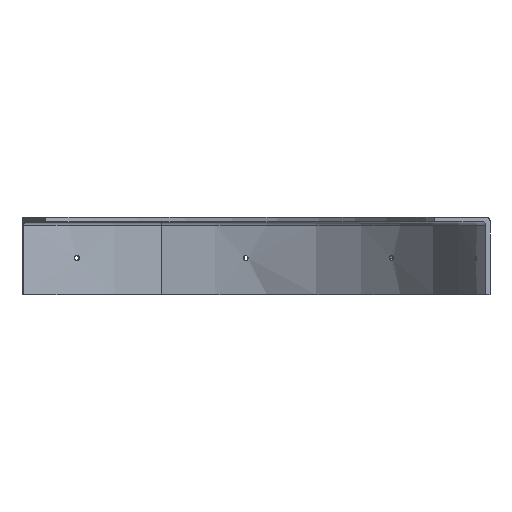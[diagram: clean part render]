
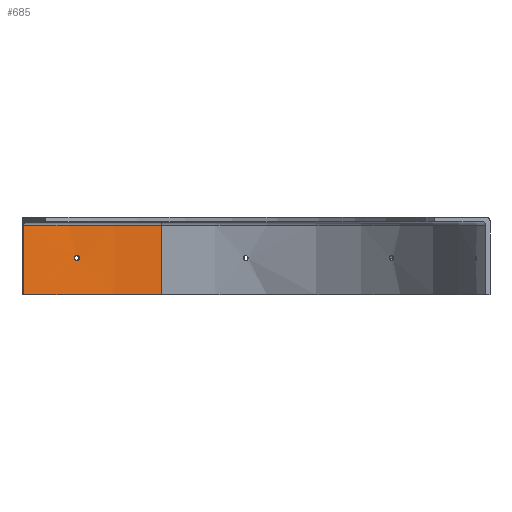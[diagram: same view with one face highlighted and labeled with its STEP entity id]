
A CAD part, left-side view. The second image highlights one B-rep face of the part: STEP entity #685.
In plain terms, the highlighted cylindrical face has radius 190 mm (diameter 380 mm), a partial arc.
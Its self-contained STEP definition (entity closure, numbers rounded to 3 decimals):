
#42 = DIRECTION ( 'NONE',  ( 1., 0., 0. ) ) ;
#45 = EDGE_LOOP ( 'NONE', ( #1686, #284, #837, #708 ) ) ;
#51 = EDGE_CURVE ( 'NONE', #956, #816, #68, .T. ) ;
#60 = CARTESIAN_POINT ( 'NONE',  ( 183.47, 49.383, -22.7 ) ) ;
#68 = CIRCLE ( 'NONE', #1509, 190. ) ;
#75 = CARTESIAN_POINT ( 'NONE',  ( 183.841, 47.986, -21.865 ) ) ;
#84 = CARTESIAN_POINT ( 'NONE',  ( 190., 0., -42.5 ) ) ;
#98 = CARTESIAN_POINT ( 'NONE',  ( 183.803, 48.13, -20.277 ) ) ;
#109 = CARTESIAN_POINT ( 'NONE',  ( 183.597, 48.911, -19.739 ) ) ;
#166 = CARTESIAN_POINT ( 'NONE',  ( 183.37, 49.755, -22.624 ) ) ;
#176 = DIRECTION ( 'NONE',  ( 0., 0., 1. ) ) ;
#208 = CARTESIAN_POINT ( 'NONE',  ( 183.879, 47.839, -21.299 ) ) ;
#217 = CARTESIAN_POINT ( 'NONE',  ( 183.801, 48.136, -22.114 ) ) ;
#220 = CARTESIAN_POINT ( 'NONE',  ( 183.111, 50.698, -20.807 ) ) ;
#229 = CARTESIAN_POINT ( 'NONE',  ( 183.879, 47.839, -21.2 ) ) ;
#242 = CARTESIAN_POINT ( 'NONE',  ( 183.73, 48.406, -20.006 ) ) ;
#264 = ORIENTED_EDGE ( 'NONE', *, *, #1147, .T. ) ;
#284 = ORIENTED_EDGE ( 'NONE', *, *, #1331, .T. ) ;
#293 = LINE ( 'NONE', #84, #1370 ) ;
#329 = DIRECTION ( 'NONE',  ( 0., 0., 1. ) ) ;
#330 = CARTESIAN_POINT ( 'NONE',  ( 183.444, 49.479, -22.69 ) ) ;
#358 = CARTESIAN_POINT ( 'NONE',  ( 183.103, 50.727, -21.397 ) ) ;
#362 = CARTESIAN_POINT ( 'NONE',  ( 183.879, 47.839, -21.002 ) ) ;
#387 = CARTESIAN_POINT ( 'NONE',  ( 183.121, 50.662, -21.683 ) ) ;
#406 = CARTESIAN_POINT ( 'NONE',  ( 183.879, 47.839, -21.2 ) ) ;
#427 = FACE_BOUND ( 'NONE', #1503, .T. ) ;
#448 = CARTESIAN_POINT ( 'NONE',  ( 183.876, 47.848, -21.397 ) ) ;
#459 = CARTESIAN_POINT ( 'NONE',  ( 183.256, 50.172, -22.393 ) ) ;
#471 = VERTEX_POINT ( 'NONE', #1186 ) ;
#503 = CARTESIAN_POINT ( 'NONE',  ( 183.101, 50.736, -21.298 ) ) ;
#587 = CARTESIAN_POINT ( 'NONE',  ( 183.299, 50.015, -22.502 ) ) ;
#603 = CARTESIAN_POINT ( 'NONE',  ( 183.236, 50.247, -20.071 ) ) ;
#645 = DIRECTION ( 'NONE',  ( 1., 0., 0. ) ) ;
#685 = ADVANCED_FACE ( 'NONE', ( #427, #793 ), #1266, .F. ) ;
#706 = CARTESIAN_POINT ( 'NONE',  ( 190., 0., -42.5 ) ) ;
#708 = ORIENTED_EDGE ( 'NONE', *, *, #1579, .F. ) ;
#735 = CARTESIAN_POINT ( 'NONE',  ( 183.101, 50.736, -21.2 ) ) ;
#741 = AXIS2_PLACEMENT_3D ( 'NONE', #1137, #176, #1005 ) ;
#742 = CARTESIAN_POINT ( 'NONE',  ( 183.867, 47.885, -21.588 ) ) ;
#744 = AXIS2_PLACEMENT_3D ( 'NONE', #1375, #1121, #42 ) ;
#772 = CARTESIAN_POINT ( 'NONE',  ( 183.831, 48.022, -20.444 ) ) ;
#793 = FACE_OUTER_BOUND ( 'NONE', #45, .T. ) ;
#816 = VERTEX_POINT ( 'NONE', #1060 ) ;
#837 = ORIENTED_EDGE ( 'NONE', *, *, #51, .T. ) ;
#862 = CARTESIAN_POINT ( 'NONE',  ( 183.18, 50.447, -22.121 ) ) ;
#885 = CARTESIAN_POINT ( 'NONE',  ( 183.869, 47.877, -20.805 ) ) ;
#893 = CARTESIAN_POINT ( 'NONE',  ( 183.322, 49.932, -19.852 ) ) ;
#911 = CARTESIAN_POINT ( 'NONE',  ( 183.101, 50.736, -21.2 ) ) ;
#916 = CIRCLE ( 'NONE', #744, 190. ) ;
#927 = B_SPLINE_CURVE_WITH_KNOTS ( 'NONE', 3,
 ( #735, #1315, #220, #1031, #1153, #603, #1448, #1183, #893, #1297, #1144, #1011, #1705, #1561, #109, #1723, #1551, #242, #1439, #98, #772, #885, #362, #229 ),
 .UNSPECIFIED., .F., .F.,
 ( 4, 2, 2, 2, 2, 2, 2, 2, 2, 2, 2, 4 ),
 ( 0.005, 0.005, 0.006, 0.006, 0.006, 0.007, 0.007, 0.008, 0.008, 0.008, 0.009, 0.009 ),
 .UNSPECIFIED. ) ;
#956 = VERTEX_POINT ( 'NONE', #1090 ) ;
#957 = CARTESIAN_POINT ( 'NONE',  ( 183.785, 48.197, -22.192 ) ) ;
#987 = CARTESIAN_POINT ( 'NONE',  ( 183.69, 48.56, -22.511 ) ) ;
#999 = CARTESIAN_POINT ( 'NONE',  ( 183.236, 50.245, -22.331 ) ) ;
#1005 = DIRECTION ( 'NONE',  ( 1., 0., 0. ) ) ;
#1007 = DIRECTION ( 'NONE',  ( 0., 0., 1. ) ) ;
#1010 = B_SPLINE_CURVE_WITH_KNOTS ( 'NONE', 3,
 ( #1275, #208, #448, #742, #1015, #75, #1691, #217, #957, #1400, #987, #1371, #1095, #60, #330, #1639, #166, #1238, #587, #459, #999, #862, #1027, #387, #1567, #358, #503, #911 ),
 .UNSPECIFIED., .F., .F.,
 ( 4, 2, 2, 2, 2, 2, 2, 2, 2, 2, 2, 2, 2, 4 ),
 ( 0., 0., 0.001, 0.001, 0.001, 0.002, 0.002, 0.003, 0.003, 0.003, 0.004, 0.004, 0.004, 0.005 ),
 .UNSPECIFIED. ) ;
#1011 = CARTESIAN_POINT ( 'NONE',  ( 183.444, 49.48, -19.71 ) ) ;
#1015 = CARTESIAN_POINT ( 'NONE',  ( 183.86, 47.913, -21.684 ) ) ;
#1027 = CARTESIAN_POINT ( 'NONE',  ( 183.151, 50.553, -21.956 ) ) ;
#1031 = CARTESIAN_POINT ( 'NONE',  ( 183.151, 50.554, -20.446 ) ) ;
#1060 = CARTESIAN_POINT ( 'NONE',  ( 172.147, 80.408, -2. ) ) ;
#1065 = CARTESIAN_POINT ( 'NONE',  ( 0., 0., -2. ) ) ;
#1090 = CARTESIAN_POINT ( 'NONE',  ( 190., 0., -2. ) ) ;
#1095 = CARTESIAN_POINT ( 'NONE',  ( 183.546, 49.099, -22.7 ) ) ;
#1121 = DIRECTION ( 'NONE',  ( 0., 0., -1. ) ) ;
#1137 = CARTESIAN_POINT ( 'NONE',  ( 0., 0., -42.5 ) ) ;
#1144 = CARTESIAN_POINT ( 'NONE',  ( 183.394, 49.665, -19.748 ) ) ;
#1147 = EDGE_CURVE ( 'NONE', #471, #1239, #927, .T. ) ;
#1153 = CARTESIAN_POINT ( 'NONE',  ( 183.181, 50.446, -20.278 ) ) ;
#1176 = ORIENTED_EDGE ( 'NONE', *, *, #1378, .T. ) ;
#1183 = CARTESIAN_POINT ( 'NONE',  ( 183.299, 50.015, -19.898 ) ) ;
#1186 = CARTESIAN_POINT ( 'NONE',  ( 183.101, 50.736, -21.2 ) ) ;
#1238 = CARTESIAN_POINT ( 'NONE',  ( 183.322, 49.93, -22.549 ) ) ;
#1239 = VERTEX_POINT ( 'NONE', #406 ) ;
#1266 = CYLINDRICAL_SURFACE ( 'NONE', #741, 190. ) ;
#1275 = CARTESIAN_POINT ( 'NONE',  ( 183.879, 47.839, -21.2 ) ) ;
#1291 = CARTESIAN_POINT ( 'NONE',  ( 172.147, 80.408, -42.5 ) ) ;
#1297 = CARTESIAN_POINT ( 'NONE',  ( 183.369, 49.757, -19.777 ) ) ;
#1315 = CARTESIAN_POINT ( 'NONE',  ( 183.101, 50.736, -21.004 ) ) ;
#1319 = DIRECTION ( 'NONE',  ( 0., 0., 1. ) ) ;
#1331 = EDGE_CURVE ( 'NONE', #1646, #956, #293, .T. ) ;
#1370 = VECTOR ( 'NONE', #1007, 1000. ) ;
#1371 = CARTESIAN_POINT ( 'NONE',  ( 183.597, 48.909, -22.661 ) ) ;
#1375 = CARTESIAN_POINT ( 'NONE',  ( 0., 0., -42.5 ) ) ;
#1378 = EDGE_CURVE ( 'NONE', #1239, #471, #1010, .T. ) ;
#1400 = CARTESIAN_POINT ( 'NONE',  ( 183.733, 48.398, -22.399 ) ) ;
#1439 = CARTESIAN_POINT ( 'NONE',  ( 183.75, 48.332, -20.069 ) ) ;
#1448 = CARTESIAN_POINT ( 'NONE',  ( 183.256, 50.172, -20.008 ) ) ;
#1503 = EDGE_LOOP ( 'NONE', ( #1176, #264 ) ) ;
#1509 = AXIS2_PLACEMENT_3D ( 'NONE', #1065, #1319, #645 ) ;
#1537 = EDGE_CURVE ( 'NONE', #1729, #1646, #916, .T. ) ;
#1538 = LINE ( 'NONE', #1672, #1679 ) ;
#1551 = CARTESIAN_POINT ( 'NONE',  ( 183.689, 48.564, -19.897 ) ) ;
#1561 = CARTESIAN_POINT ( 'NONE',  ( 183.547, 49.099, -19.7 ) ) ;
#1567 = CARTESIAN_POINT ( 'NONE',  ( 183.114, 50.69, -21.59 ) ) ;
#1579 = EDGE_CURVE ( 'NONE', #1729, #816, #1538, .T. ) ;
#1639 = CARTESIAN_POINT ( 'NONE',  ( 183.394, 49.665, -22.652 ) ) ;
#1646 = VERTEX_POINT ( 'NONE', #706 ) ;
#1672 = CARTESIAN_POINT ( 'NONE',  ( 172.147, 80.408, -42.5 ) ) ;
#1679 = VECTOR ( 'NONE', #329, 1000. ) ;
#1686 = ORIENTED_EDGE ( 'NONE', *, *, #1537, .T. ) ;
#1691 = CARTESIAN_POINT ( 'NONE',  ( 183.829, 48.03, -21.951 ) ) ;
#1705 = CARTESIAN_POINT ( 'NONE',  ( 183.47, 49.386, -19.7 ) ) ;
#1723 = CARTESIAN_POINT ( 'NONE',  ( 183.667, 48.647, -19.851 ) ) ;
#1729 = VERTEX_POINT ( 'NONE', #1291 ) ;
